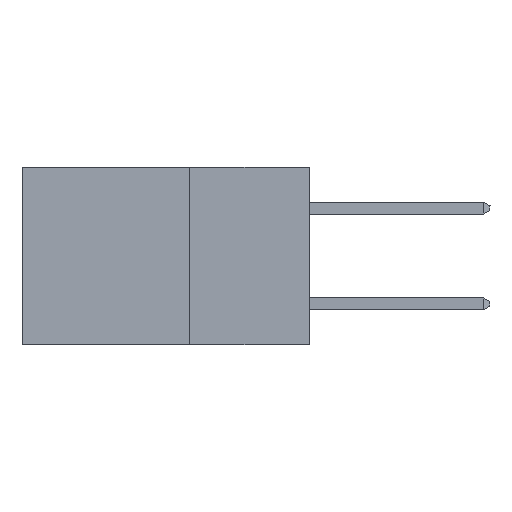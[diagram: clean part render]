
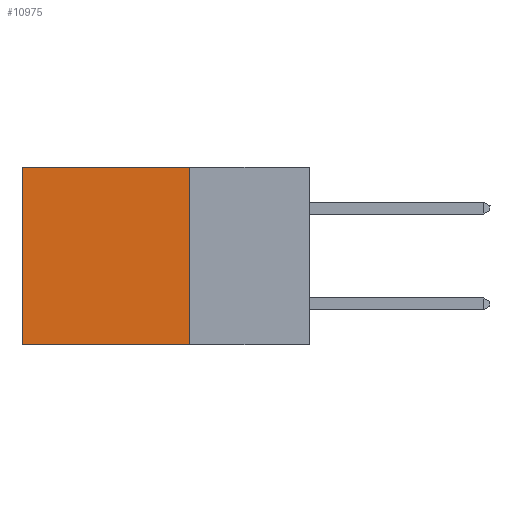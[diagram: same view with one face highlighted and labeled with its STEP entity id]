
A CAD part, left-side view. The second image highlights one B-rep face of the part: STEP entity #10975.
In plain terms, the highlighted planar face has unit normal (-1, 0, 0).
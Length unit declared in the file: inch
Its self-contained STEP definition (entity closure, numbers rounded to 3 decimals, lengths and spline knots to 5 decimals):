
#40 = EDGE_CURVE ( 'NONE', #12020, #8102, #12332, .T. ) ;
#564 = CARTESIAN_POINT ( 'NONE',  ( 0.2875, 0.25, -0.37 ) ) ;
#874 = DIRECTION ( 'NONE',  ( 0., 1., 0. ) ) ;
#895 = EDGE_CURVE ( 'NONE', #12020, #9529, #10229, .T. ) ;
#1758 = EDGE_LOOP ( 'NONE', ( #12838, #10833, #8982, #5362 ) ) ;
#1953 = DIRECTION ( 'NONE',  ( 0., 0., -1. ) ) ;
#3253 = DIRECTION ( 'NONE',  ( 0., 0., -1. ) ) ;
#3384 = VECTOR ( 'NONE', #1953, 39.37008 ) ;
#3451 = VECTOR ( 'NONE', #6899, 39.37008 ) ;
#3550 = VERTEX_POINT ( 'NONE', #8402 ) ;
#3730 = DIRECTION ( 'NONE',  ( 1., 0., 0. ) ) ;
#3818 = CARTESIAN_POINT ( 'NONE',  ( 0.2875, 0.6, 0. ) ) ;
#3977 = CARTESIAN_POINT ( 'NONE',  ( 0.2875, 0.25, 0. ) ) ;
#4057 = CARTESIAN_POINT ( 'NONE',  ( 0.2875, 0.25, 0. ) ) ;
#4305 = VECTOR ( 'NONE', #874, 39.37008 ) ;
#4470 = FACE_OUTER_BOUND ( 'NONE', #1758, .T. ) ;
#4539 = EDGE_CURVE ( 'NONE', #9529, #3550, #9015, .T. ) ;
#5155 = AXIS2_PLACEMENT_3D ( 'NONE', #11531, #3730, #6791 ) ;
#5284 = EDGE_CURVE ( 'NONE', #8102, #3550, #7321, .T. ) ;
#5362 = ORIENTED_EDGE ( 'NONE', *, *, #895, .T. ) ;
#5433 = CARTESIAN_POINT ( 'NONE',  ( 0.2875, 0.25, 0. ) ) ;
#6082 = VECTOR ( 'NONE', #3253, 39.37008 ) ;
#6791 = DIRECTION ( 'NONE',  ( 0., 0., -1. ) ) ;
#6899 = DIRECTION ( 'NONE',  ( 0., 1., 0. ) ) ;
#7321 = LINE ( 'NONE', #11779, #4305 ) ;
#8102 = VERTEX_POINT ( 'NONE', #564 ) ;
#8402 = CARTESIAN_POINT ( 'NONE',  ( 0.2875, 0.6, -0.37 ) ) ;
#8982 = ORIENTED_EDGE ( 'NONE', *, *, #40, .F. ) ;
#9015 = LINE ( 'NONE', #3818, #6082 ) ;
#9529 = VERTEX_POINT ( 'NONE', #11074 ) ;
#10229 = LINE ( 'NONE', #3977, #3451 ) ;
#10688 = PLANE ( 'NONE',  #5155 ) ;
#10833 = ORIENTED_EDGE ( 'NONE', *, *, #5284, .F. ) ;
#10975 = ADVANCED_FACE ( 'NONE', ( #4470 ), #10688, .F. ) ;
#11074 = CARTESIAN_POINT ( 'NONE',  ( 0.2875, 0.6, 0. ) ) ;
#11531 = CARTESIAN_POINT ( 'NONE',  ( 0.2875, 0.25, 0. ) ) ;
#11779 = CARTESIAN_POINT ( 'NONE',  ( 0.2875, 0.25, -0.37 ) ) ;
#12020 = VERTEX_POINT ( 'NONE', #5433 ) ;
#12332 = LINE ( 'NONE', #4057, #3384 ) ;
#12838 = ORIENTED_EDGE ( 'NONE', *, *, #4539, .T. ) ;
